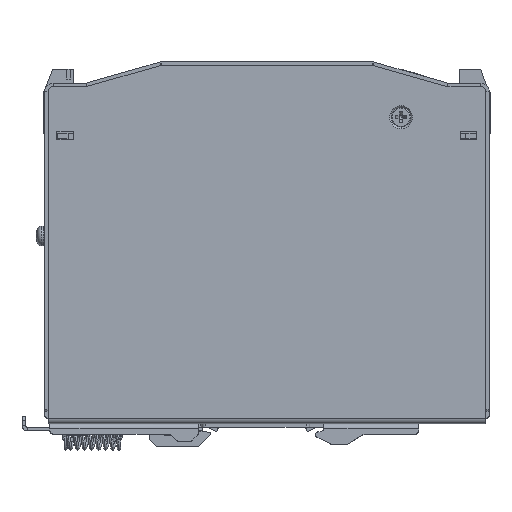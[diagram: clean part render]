
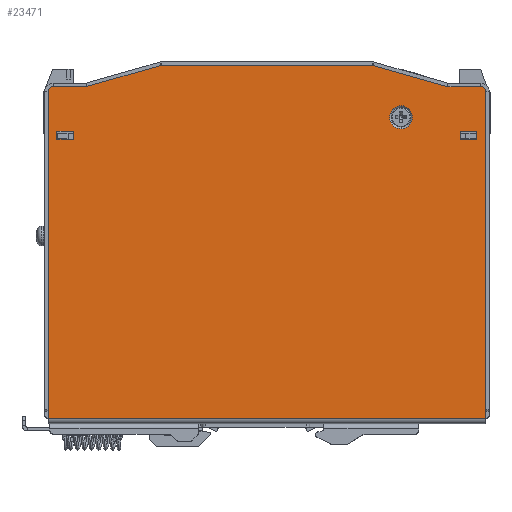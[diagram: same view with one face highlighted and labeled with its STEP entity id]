
A CAD part, top view. The second image highlights one B-rep face of the part: STEP entity #23471.
In plain terms, the highlighted face is planar.
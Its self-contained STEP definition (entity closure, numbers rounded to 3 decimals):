
#21578=DIRECTION('',(0.,1.,0.));
#21579=VECTOR('',#21578,124.);
#21580=CARTESIAN_POINT('',(0.,-62.,-17.25));
#21581=LINE('',#21580,#21579);
#21592=CARTESIAN_POINT('',(92.5,-60.5,-17.25));
#21593=DIRECTION('',(0.,0.,1.));
#21594=DIRECTION('',(0.,-1.,0.));
#21595=AXIS2_PLACEMENT_3D('',#21592,#21593,#21594);
#21600=DIRECTION('',(0.275,0.962,0.));
#21601=VECTOR('',#21600,21.84);
#21602=CARTESIAN_POINT('',(94.,-51.,-17.25));
#21603=LINE('',#21602,#21601);
#21607=DIRECTION('',(0.,1.,0.));
#21608=VECTOR('',#21607,60.);
#21609=CARTESIAN_POINT('',(100.,-30.,-17.25));
#21610=LINE('',#21609,#21608);
#21614=DIRECTION('',(-0.275,0.962,0.));
#21615=VECTOR('',#21614,21.84);
#21616=CARTESIAN_POINT('',(100.,30.,-17.25));
#21617=LINE('',#21616,#21615);
#21621=DIRECTION('',(0.,1.,0.));
#21622=VECTOR('',#21621,9.5);
#21623=CARTESIAN_POINT('',(94.,51.,-17.25));
#21624=LINE('',#21623,#21622);
#21628=CARTESIAN_POINT('',(92.5,60.5,-17.25));
#21629=DIRECTION('',(0.,0.,1.));
#21630=DIRECTION('',(1.,0.,0.));
#21631=AXIS2_PLACEMENT_3D('',#21628,#21629,#21630);
#21636=DIRECTION('',(-1.,0.,0.));
#21637=VECTOR('',#21636,92.5);
#21638=CARTESIAN_POINT('',(92.5,62.,-17.25));
#21639=LINE('',#21638,#21637);
#21643=CARTESIAN_POINT('',(85.3,38.,-17.25));
#21644=DIRECTION('',(0.,0.,-1.));
#21645=DIRECTION('',(-1.,0.,0.));
#21646=AXIS2_PLACEMENT_3D('',#21643,#21644,#21645);
#21651=CARTESIAN_POINT('',(85.3,38.,-17.25));
#21652=DIRECTION('',(0.,0.,-1.));
#21653=DIRECTION('',(1.,0.,0.));
#21654=AXIS2_PLACEMENT_3D('',#21651,#21652,#21653);
#21673=DIRECTION('',(-1.,0.,0.));
#21674=VECTOR('',#21673,92.5);
#21675=CARTESIAN_POINT('',(92.5,-62.,-17.25));
#21676=LINE('',#21675,#21674);
#22495=DIRECTION('',(0.,-1.,0.));
#22496=VECTOR('',#22495,9.5);
#22497=CARTESIAN_POINT('',(94.,-51.,-17.25));
#22498=LINE('',#22497,#22496);
#22632=DIRECTION('',(1.,0.,0.));
#22633=VECTOR('',#22632,2.3);
#22634=CARTESIAN_POINT('',(79.,54.9,-17.25));
#22635=LINE('',#22634,#22633);
#22646=DIRECTION('',(0.,-1.,0.));
#22647=VECTOR('',#22646,4.6);
#22648=CARTESIAN_POINT('',(79.,59.5,-17.25));
#22649=LINE('',#22648,#22647);
#22660=DIRECTION('',(-1.,0.,0.));
#22661=VECTOR('',#22660,2.3);
#22662=CARTESIAN_POINT('',(81.3,59.5,-17.25));
#22663=LINE('',#22662,#22661);
#22674=DIRECTION('',(0.,1.,0.));
#22675=VECTOR('',#22674,4.6);
#22676=CARTESIAN_POINT('',(81.3,54.9,-17.25));
#22677=LINE('',#22676,#22675);
#22688=DIRECTION('',(0.,1.,0.));
#22689=VECTOR('',#22688,4.6);
#22690=CARTESIAN_POINT('',(81.3,-59.5,-17.25));
#22691=LINE('',#22690,#22689);
#22702=DIRECTION('',(1.,0.,0.));
#22703=VECTOR('',#22702,2.3);
#22704=CARTESIAN_POINT('',(79.,-59.5,-17.25));
#22705=LINE('',#22704,#22703);
#22716=DIRECTION('',(0.,-1.,0.));
#22717=VECTOR('',#22716,4.6);
#22718=CARTESIAN_POINT('',(79.,-54.9,-17.25));
#22719=LINE('',#22718,#22717);
#22730=DIRECTION('',(-1.,0.,0.));
#22731=VECTOR('',#22730,2.3);
#22732=CARTESIAN_POINT('',(81.3,-54.9,-17.25));
#22733=LINE('',#22732,#22731);
#23128=CARTESIAN_POINT('',(0.,-62.,-17.25));
#23129=CARTESIAN_POINT('',(0.,62.,-17.25));
#23130=VERTEX_POINT('',#23128);
#23131=VERTEX_POINT('',#23129);
#23136=CARTESIAN_POINT('',(92.5,-62.,-17.25));
#23137=CARTESIAN_POINT('',(94.,-60.5,-17.25));
#23138=VERTEX_POINT('',#23136);
#23139=VERTEX_POINT('',#23137);
#23140=CARTESIAN_POINT('',(94.,-51.,-17.25));
#23141=VERTEX_POINT('',#23140);
#23142=CARTESIAN_POINT('',(100.,-30.,-17.25));
#23143=VERTEX_POINT('',#23142);
#23144=CARTESIAN_POINT('',(100.,30.,-17.25));
#23145=VERTEX_POINT('',#23144);
#23146=CARTESIAN_POINT('',(94.,51.,-17.25));
#23147=VERTEX_POINT('',#23146);
#23148=CARTESIAN_POINT('',(94.,60.5,-17.25));
#23149=VERTEX_POINT('',#23148);
#23150=CARTESIAN_POINT('',(92.5,62.,-17.25));
#23151=VERTEX_POINT('',#23150);
#23152=CARTESIAN_POINT('',(79.,54.9,-17.25));
#23153=CARTESIAN_POINT('',(81.3,54.9,-17.25));
#23154=VERTEX_POINT('',#23152);
#23155=VERTEX_POINT('',#23153);
#23156=CARTESIAN_POINT('',(79.,59.5,-17.25));
#23157=VERTEX_POINT('',#23156);
#23158=CARTESIAN_POINT('',(81.3,59.5,-17.25));
#23159=VERTEX_POINT('',#23158);
#23160=CARTESIAN_POINT('',(81.3,-59.5,-17.25));
#23161=CARTESIAN_POINT('',(81.3,-54.9,-17.25));
#23162=VERTEX_POINT('',#23160);
#23163=VERTEX_POINT('',#23161);
#23164=CARTESIAN_POINT('',(79.,-59.5,-17.25));
#23165=VERTEX_POINT('',#23164);
#23166=CARTESIAN_POINT('',(79.,-54.9,-17.25));
#23167=VERTEX_POINT('',#23166);
#23168=CARTESIAN_POINT('',(82.05,38.,-17.25));
#23169=CARTESIAN_POINT('',(88.55,38.,-17.25));
#23170=VERTEX_POINT('',#23168);
#23171=VERTEX_POINT('',#23169);
#23419=CARTESIAN_POINT('',(0.,62.,-17.25));
#23420=DIRECTION('',(0.,0.,1.));
#23421=DIRECTION('',(1.,0.,0.));
#23422=AXIS2_PLACEMENT_3D('',#23419,#23420,#23421);
#23423=PLANE('',#23422);
#23425=ORIENTED_EDGE('',*,*,#23424,.T.);
#23427=ORIENTED_EDGE('',*,*,#23426,.F.);
#23429=ORIENTED_EDGE('',*,*,#23428,.T.);
#23431=ORIENTED_EDGE('',*,*,#23430,.T.);
#23433=ORIENTED_EDGE('',*,*,#23432,.T.);
#23435=ORIENTED_EDGE('',*,*,#23434,.T.);
#23437=ORIENTED_EDGE('',*,*,#23436,.T.);
#23439=ORIENTED_EDGE('',*,*,#23438,.T.);
#23440=ORIENTED_EDGE('',*,*,#23401,.F.);
#23442=ORIENTED_EDGE('',*,*,#23441,.F.);
#23443=EDGE_LOOP('',(#23425,#23427,#23429,#23431,#23433,#23435,#23437,#23439,
#23440,#23442));
#23444=FACE_OUTER_BOUND('',#23443,.F.);
#23446=ORIENTED_EDGE('',*,*,#23445,.F.);
#23448=ORIENTED_EDGE('',*,*,#23447,.F.);
#23450=ORIENTED_EDGE('',*,*,#23449,.F.);
#23452=ORIENTED_EDGE('',*,*,#23451,.F.);
#23453=EDGE_LOOP('',(#23446,#23448,#23450,#23452));
#23454=FACE_BOUND('',#23453,.F.);
#23456=ORIENTED_EDGE('',*,*,#23455,.F.);
#23458=ORIENTED_EDGE('',*,*,#23457,.F.);
#23460=ORIENTED_EDGE('',*,*,#23459,.F.);
#23462=ORIENTED_EDGE('',*,*,#23461,.F.);
#23463=EDGE_LOOP('',(#23456,#23458,#23460,#23462));
#23464=FACE_BOUND('',#23463,.F.);
#23466=ORIENTED_EDGE('',*,*,#23465,.T.);
#23468=ORIENTED_EDGE('',*,*,#23467,.T.);
#23469=EDGE_LOOP('',(#23466,#23468));
#23470=FACE_BOUND('',#23469,.F.);
#21596=CIRCLE('',#21595,1.5);
#21632=CIRCLE('',#21631,1.5);
#21647=CIRCLE('',#21646,3.25);
#21655=CIRCLE('',#21654,3.25);
#23401=EDGE_CURVE('',#23130,#23131,#21581,.T.);
#23424=EDGE_CURVE('',#23138,#23139,#21596,.T.);
#23426=EDGE_CURVE('',#23141,#23139,#22498,.T.);
#23428=EDGE_CURVE('',#23141,#23143,#21603,.T.);
#23430=EDGE_CURVE('',#23143,#23145,#21610,.T.);
#23432=EDGE_CURVE('',#23145,#23147,#21617,.T.);
#23434=EDGE_CURVE('',#23147,#23149,#21624,.T.);
#23436=EDGE_CURVE('',#23149,#23151,#21632,.T.);
#23438=EDGE_CURVE('',#23151,#23131,#21639,.T.);
#23441=EDGE_CURVE('',#23138,#23130,#21676,.T.);
#23445=EDGE_CURVE('',#23154,#23155,#22635,.T.);
#23447=EDGE_CURVE('',#23157,#23154,#22649,.T.);
#23449=EDGE_CURVE('',#23159,#23157,#22663,.T.);
#23451=EDGE_CURVE('',#23155,#23159,#22677,.T.);
#23455=EDGE_CURVE('',#23162,#23163,#22691,.T.);
#23457=EDGE_CURVE('',#23165,#23162,#22705,.T.);
#23459=EDGE_CURVE('',#23167,#23165,#22719,.T.);
#23461=EDGE_CURVE('',#23163,#23167,#22733,.T.);
#23465=EDGE_CURVE('',#23170,#23171,#21647,.T.);
#23467=EDGE_CURVE('',#23171,#23170,#21655,.T.);
#23471=ADVANCED_FACE('',(#23444,#23454,#23464,#23470),#23423,.F.);
